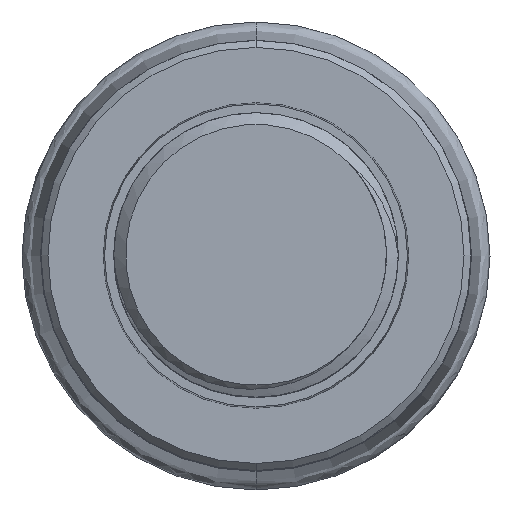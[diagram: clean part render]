
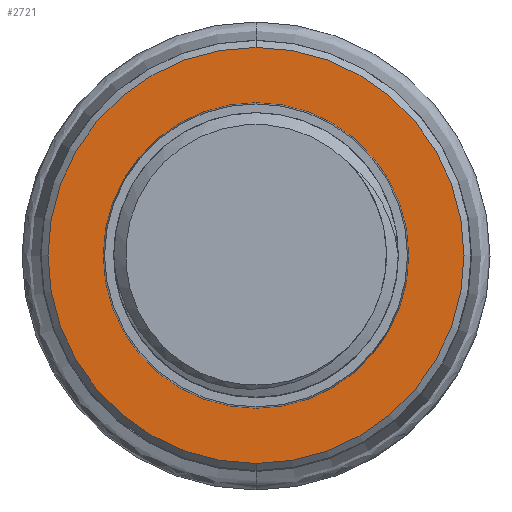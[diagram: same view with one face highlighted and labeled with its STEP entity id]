
A CAD part, top view. The second image highlights one B-rep face of the part: STEP entity #2721.
In plain terms, the highlighted face is planar.
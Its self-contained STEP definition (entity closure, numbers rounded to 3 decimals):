
#20=CARTESIAN_POINT('',(0.,0.,0.));
#21=DIRECTION('',(0.,0.,-1.));
#22=DIRECTION('',(0.,1.,0.));
#23=AXIS2_PLACEMENT_3D('',#20,#21,#22);
#29=CARTESIAN_POINT('',(0.,0.,0.));
#30=DIRECTION('',(0.,0.,-1.));
#31=DIRECTION('',(0.,-1.,0.));
#32=AXIS2_PLACEMENT_3D('',#29,#30,#31);
#37=CARTESIAN_POINT('',(0.,0.,0.));
#38=DIRECTION('',(0.,0.,-1.));
#39=DIRECTION('',(0.,-1.,0.));
#40=AXIS2_PLACEMENT_3D('',#37,#38,#39);
#45=CARTESIAN_POINT('',(0.,0.,0.));
#46=DIRECTION('',(0.,0.,-1.));
#47=DIRECTION('',(0.,1.,0.));
#48=AXIS2_PLACEMENT_3D('',#45,#46,#47);
#2643=CARTESIAN_POINT('',(0.,6.5,0.));
#2644=CARTESIAN_POINT('',(0.,-6.5,0.));
#2645=VERTEX_POINT('',#2643);
#2646=VERTEX_POINT('',#2644);
#2696=CARTESIAN_POINT('',(0.,-8.85,0.));
#2697=CARTESIAN_POINT('',(0.,8.85,0.));
#2698=VERTEX_POINT('',#2696);
#2699=VERTEX_POINT('',#2697);
#2704=CARTESIAN_POINT('',(0.,0.,0.));
#2705=DIRECTION('',(0.,0.,-1.));
#2706=DIRECTION('',(0.,-1.,0.));
#2707=AXIS2_PLACEMENT_3D('',#2704,#2705,#2706);
#2708=PLANE('',#2707);
#2710=ORIENTED_EDGE('',*,*,#2709,.F.);
#2712=ORIENTED_EDGE('',*,*,#2711,.F.);
#2713=EDGE_LOOP('',(#2710,#2712));
#2714=FACE_OUTER_BOUND('',#2713,.F.);
#2716=ORIENTED_EDGE('',*,*,#2715,.T.);
#2718=ORIENTED_EDGE('',*,*,#2717,.T.);
#2719=EDGE_LOOP('',(#2716,#2718));
#2720=FACE_BOUND('',#2719,.F.);
#24=CIRCLE('',#23,6.5);
#33=CIRCLE('',#32,6.5);
#41=CIRCLE('',#40,8.85);
#49=CIRCLE('',#48,8.85);
#2709=EDGE_CURVE('',#2698,#2699,#41,.T.);
#2711=EDGE_CURVE('',#2699,#2698,#49,.T.);
#2715=EDGE_CURVE('',#2645,#2646,#24,.T.);
#2717=EDGE_CURVE('',#2646,#2645,#33,.T.);
#2721=ADVANCED_FACE('',(#2714,#2720),#2708,.T.);
